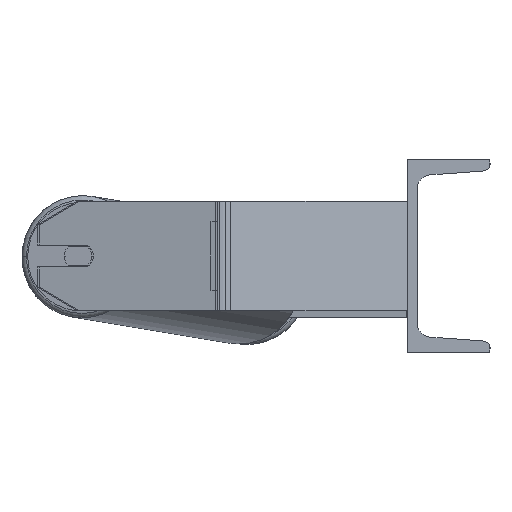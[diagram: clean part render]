
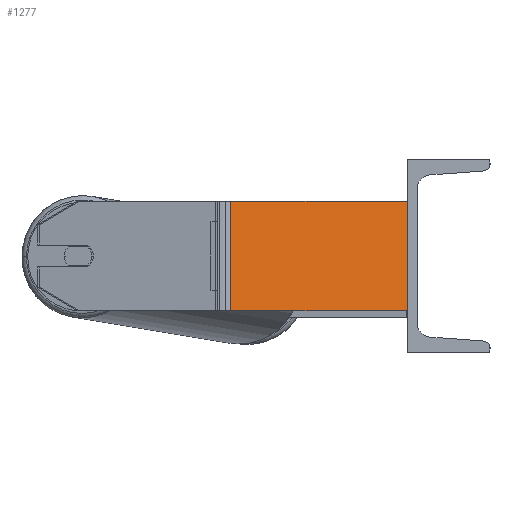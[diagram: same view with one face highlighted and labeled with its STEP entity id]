
A CAD part, left-side view. The second image highlights one B-rep face of the part: STEP entity #1277.
In plain terms, the highlighted planar face has unit normal (-0.866, -0.5, 0).
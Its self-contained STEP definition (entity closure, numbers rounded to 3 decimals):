
#189 = ORIENTED_EDGE ( 'NONE', *, *, #1095, .T. ) ;
#325 = DIRECTION ( 'NONE',  ( -0.5, 0.866, 0. ) ) ;
#429 = FACE_OUTER_BOUND ( 'NONE', #2405, .T. ) ;
#463 = VERTEX_POINT ( 'NONE', #5328 ) ;
#837 = CARTESIAN_POINT ( 'NONE',  ( -1059.38, 128.83, 40. ) ) ;
#1095 = EDGE_CURVE ( 'NONE', #2145, #463, #2818, .T. ) ;
#1181 = ORIENTED_EDGE ( 'NONE', *, *, #5186, .F. ) ;
#1277 = ADVANCED_FACE ( 'NONE', ( #429 ), #8882, .F. ) ;
#1400 = LINE ( 'NONE', #6294, #1433 ) ;
#1413 = DIRECTION ( 'NONE',  ( 0.5, -0.866, 0. ) ) ;
#1433 = VECTOR ( 'NONE', #8381, 1000. ) ;
#1540 = VECTOR ( 'NONE', #6838, 1000. ) ;
#1557 = CARTESIAN_POINT ( 'NONE',  ( -1062.292, 133.874, 40. ) ) ;
#2145 = VERTEX_POINT ( 'NONE', #8011 ) ;
#2405 = EDGE_LOOP ( 'NONE', ( #189, #4610, #1181, #8990 ) ) ;
#2518 = EDGE_CURVE ( 'NONE', #2590, #2145, #1400, .T. ) ;
#2590 = VERTEX_POINT ( 'NONE', #837 ) ;
#2818 = LINE ( 'NONE', #9115, #2976 ) ;
#2976 = VECTOR ( 'NONE', #1413, 1000. ) ;
#3145 = CARTESIAN_POINT ( 'NONE',  ( -985., 0., 40. ) ) ;
#4610 = ORIENTED_EDGE ( 'NONE', *, *, #6372, .F. ) ;
#5186 = EDGE_CURVE ( 'NONE', #2590, #6229, #5694, .T. ) ;
#5328 = CARTESIAN_POINT ( 'NONE',  ( -985., 0., -40. ) ) ;
#5694 = LINE ( 'NONE', #1557, #7592 ) ;
#6229 = VERTEX_POINT ( 'NONE', #3145 ) ;
#6294 = CARTESIAN_POINT ( 'NONE',  ( -1059.38, 128.83, 40. ) ) ;
#6358 = DIRECTION ( 'NONE',  ( 0.5, -0.866, 0. ) ) ;
#6372 = EDGE_CURVE ( 'NONE', #6229, #463, #6932, .T. ) ;
#6807 = CARTESIAN_POINT ( 'NONE',  ( -1062.292, 133.874, 40. ) ) ;
#6838 = DIRECTION ( 'NONE',  ( 0., 0., -1. ) ) ;
#6932 = LINE ( 'NONE', #8741, #1540 ) ;
#7087 = AXIS2_PLACEMENT_3D ( 'NONE', #6807, #8115, #325 ) ;
#7592 = VECTOR ( 'NONE', #6358, 1000. ) ;
#8011 = CARTESIAN_POINT ( 'NONE',  ( -1059.38, 128.83, -40. ) ) ;
#8115 = DIRECTION ( 'NONE',  ( 0.866, 0.5, 0. ) ) ;
#8381 = DIRECTION ( 'NONE',  ( 0., 0., -1. ) ) ;
#8741 = CARTESIAN_POINT ( 'NONE',  ( -985., 0., 40. ) ) ;
#8882 = PLANE ( 'NONE',  #7087 ) ;
#8990 = ORIENTED_EDGE ( 'NONE', *, *, #2518, .T. ) ;
#9115 = CARTESIAN_POINT ( 'NONE',  ( -1062.292, 133.874, -40. ) ) ;
